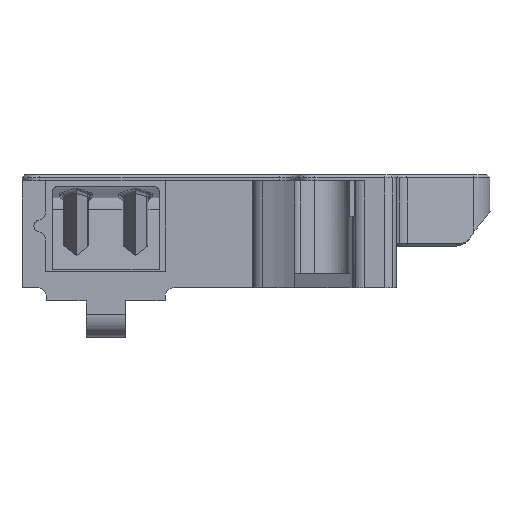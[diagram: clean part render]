
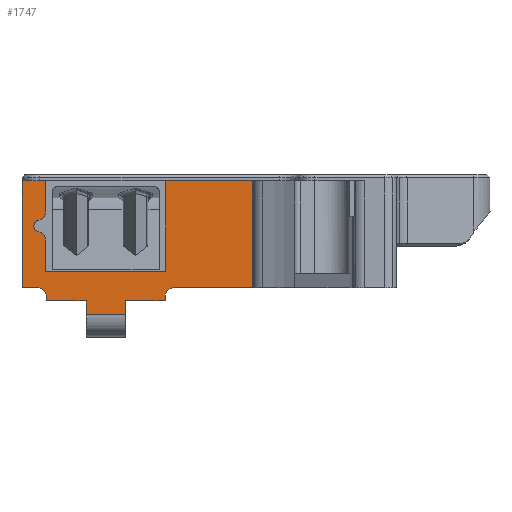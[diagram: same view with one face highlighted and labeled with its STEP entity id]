
A CAD part, front view. The second image highlights one B-rep face of the part: STEP entity #1747.
In plain terms, the highlighted planar face has unit normal (0, -1, 0).
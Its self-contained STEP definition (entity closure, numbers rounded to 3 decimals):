
#1459=CARTESIAN_POINT('',(544.481,117.362,58.193));
#1460=VERTEX_POINT('',#1459);
#1468=CARTESIAN_POINT('',(545.022,117.362,59.886));
#1469=VERTEX_POINT('',#1468);
#1476=CARTESIAN_POINT('',(545.189,117.362,58.9));
#1477=DIRECTION('',(0.,1.,-0.));
#1478=DIRECTION('',(0.,0.,1.));
#1479=AXIS2_PLACEMENT_3D('',#1476,#1477,#1478);
#1480=CIRCLE('',#1479,1.);
#1481=EDGE_CURVE('',#1460,#1469,#1480,.T.);
#1491=CARTESIAN_POINT('',(545.022,117.362,57.914));
#1492=VERTEX_POINT('',#1491);
#1499=CARTESIAN_POINT('',(546.189,117.362,56.534));
#1500=VERTEX_POINT('',#1499);
#1501=CARTESIAN_POINT('',(544.789,117.362,56.534));
#1502=DIRECTION('',(0.,-1.,0.));
#1503=DIRECTION('',(0.,-0.,-1.));
#1504=AXIS2_PLACEMENT_3D('',#1501,#1502,#1503);
#1505=CIRCLE('',#1504,1.4);
#1506=EDGE_CURVE('',#1500,#1492,#1505,.T.);
#1523=CARTESIAN_POINT('',(546.189,117.362,51.3));
#1524=VERTEX_POINT('',#1523);
#1525=CARTESIAN_POINT('',(546.189,117.362,56.534));
#1526=DIRECTION('',(-0.,-0.,-1.));
#1527=VECTOR('',#1526,5.234);
#1528=LINE('',#1525,#1527);
#1529=EDGE_CURVE('',#1500,#1524,#1528,.T.);
#1547=CARTESIAN_POINT('',(566.389,117.362,51.3));
#1548=VERTEX_POINT('',#1547);
#1557=CARTESIAN_POINT('',(546.189,117.362,51.3));
#1558=DIRECTION('',(1.,-0.,-0.));
#1559=VECTOR('',#1558,20.2);
#1560=LINE('',#1557,#1559);
#1561=EDGE_CURVE('',#1524,#1548,#1560,.T.);
#1566=CARTESIAN_POINT('',(542.189,117.362,66.5));
#1567=DIRECTION('',(0.,-1.,0.));
#1568=DIRECTION('',(0.,-0.,-1.));
#1569=AXIS2_PLACEMENT_3D('',#1566,#1567,#1568);
#1570=PLANE('',#1569);
#1571=CARTESIAN_POINT('',(559.589,117.362,46.3));
#1572=VERTEX_POINT('',#1571);
#1573=CARTESIAN_POINT('',(559.589,117.362,43.95));
#1574=VERTEX_POINT('',#1573);
#1575=CARTESIAN_POINT('',(559.589,117.362,46.3));
#1576=DIRECTION('',(-0.,-0.,-1.));
#1577=VECTOR('',#1576,2.35);
#1578=LINE('',#1575,#1577);
#1579=EDGE_CURVE('',#1572,#1574,#1578,.T.);
#1580=ORIENTED_EDGE('',*,*,#1579,.F.);
#1581=CARTESIAN_POINT('',(566.289,117.362,46.3));
#1582=VERTEX_POINT('',#1581);
#1583=CARTESIAN_POINT('',(566.289,117.362,46.3));
#1584=DIRECTION('',(-1.,-0.,0.));
#1585=VECTOR('',#1584,6.7);
#1586=LINE('',#1583,#1585);
#1587=EDGE_CURVE('',#1582,#1572,#1586,.T.);
#1588=ORIENTED_EDGE('',*,*,#1587,.F.);
#1589=CARTESIAN_POINT('',(566.289,117.362,47.));
#1590=VERTEX_POINT('',#1589);
#1591=CARTESIAN_POINT('',(566.289,117.362,46.3));
#1592=DIRECTION('',(-0.,0.,1.));
#1593=VECTOR('',#1592,0.7);
#1594=LINE('',#1591,#1593);
#1595=EDGE_CURVE('',#1582,#1590,#1594,.T.);
#1596=ORIENTED_EDGE('',*,*,#1595,.T.);
#1597=CARTESIAN_POINT('',(566.728,117.362,48.061));
#1598=VERTEX_POINT('',#1597);
#1599=CARTESIAN_POINT('',(567.789,117.362,47.));
#1600=DIRECTION('',(0.,1.,-0.));
#1601=DIRECTION('',(0.,0.,1.));
#1602=AXIS2_PLACEMENT_3D('',#1599,#1600,#1601);
#1603=CIRCLE('',#1602,1.5);
#1604=EDGE_CURVE('',#1590,#1598,#1603,.T.);
#1605=ORIENTED_EDGE('',*,*,#1604,.T.);
#1606=CARTESIAN_POINT('',(567.789,117.362,48.5));
#1607=VERTEX_POINT('',#1606);
#1608=CARTESIAN_POINT('',(567.789,117.362,47.));
#1609=DIRECTION('',(0.,1.,-0.));
#1610=DIRECTION('',(0.,0.,1.));
#1611=AXIS2_PLACEMENT_3D('',#1608,#1609,#1610);
#1612=CIRCLE('',#1611,1.5);
#1613=EDGE_CURVE('',#1598,#1607,#1612,.T.);
#1614=ORIENTED_EDGE('',*,*,#1613,.T.);
#1615=CARTESIAN_POINT('',(580.982,117.362,48.5));
#1616=VERTEX_POINT('',#1615);
#1617=CARTESIAN_POINT('',(580.982,117.362,48.5));
#1618=DIRECTION('',(-1.,-0.,0.));
#1619=VECTOR('',#1618,13.194);
#1620=LINE('',#1617,#1619);
#1621=EDGE_CURVE('',#1616,#1607,#1620,.T.);
#1622=ORIENTED_EDGE('',*,*,#1621,.F.);
#1623=CARTESIAN_POINT('',(580.982,117.362,66.5));
#1624=VERTEX_POINT('',#1623);
#1625=CARTESIAN_POINT('',(580.982,117.362,66.5));
#1626=DIRECTION('',(0.,-0.,-1.));
#1627=VECTOR('',#1626,18.);
#1628=LINE('',#1625,#1627);
#1629=EDGE_CURVE('',#1624,#1616,#1628,.T.);
#1630=ORIENTED_EDGE('',*,*,#1629,.F.);
#1631=CARTESIAN_POINT('',(566.389,117.362,66.5));
#1632=VERTEX_POINT('',#1631);
#1633=CARTESIAN_POINT('',(566.389,117.362,66.5));
#1634=DIRECTION('',(1.,0.,-0.));
#1635=VECTOR('',#1634,14.594);
#1636=LINE('',#1633,#1635);
#1637=EDGE_CURVE('',#1632,#1624,#1636,.T.);
#1638=ORIENTED_EDGE('',*,*,#1637,.F.);
#1639=CARTESIAN_POINT('',(566.389,117.362,51.3));
#1640=DIRECTION('',(-0.,0.,1.));
#1641=VECTOR('',#1640,15.2);
#1642=LINE('',#1639,#1641);
#1643=EDGE_CURVE('',#1548,#1632,#1642,.T.);
#1644=ORIENTED_EDGE('',*,*,#1643,.F.);
#1645=ORIENTED_EDGE('',*,*,#1561,.F.);
#1646=ORIENTED_EDGE('',*,*,#1529,.F.);
#1647=ORIENTED_EDGE('',*,*,#1506,.T.);
#1648=CARTESIAN_POINT('',(545.189,117.362,58.9));
#1649=DIRECTION('',(0.,1.,-0.));
#1650=DIRECTION('',(0.,0.,1.));
#1651=AXIS2_PLACEMENT_3D('',#1648,#1649,#1650);
#1652=CIRCLE('',#1651,1.);
#1653=EDGE_CURVE('',#1492,#1460,#1652,.T.);
#1654=ORIENTED_EDGE('',*,*,#1653,.T.);
#1655=ORIENTED_EDGE('',*,*,#1481,.T.);
#1656=CARTESIAN_POINT('',(546.189,117.362,61.266));
#1657=VERTEX_POINT('',#1656);
#1658=CARTESIAN_POINT('',(544.789,117.362,61.266));
#1659=DIRECTION('',(-0.,-1.,0.));
#1660=DIRECTION('',(0.,0.,1.));
#1661=AXIS2_PLACEMENT_3D('',#1658,#1659,#1660);
#1662=CIRCLE('',#1661,1.4);
#1663=EDGE_CURVE('',#1469,#1657,#1662,.T.);
#1664=ORIENTED_EDGE('',*,*,#1663,.T.);
#1665=CARTESIAN_POINT('',(546.189,117.362,66.5));
#1666=VERTEX_POINT('',#1665);
#1667=CARTESIAN_POINT('',(546.189,117.362,66.5));
#1668=DIRECTION('',(-0.,-0.,-1.));
#1669=VECTOR('',#1668,5.234);
#1670=LINE('',#1667,#1669);
#1671=EDGE_CURVE('',#1666,#1657,#1670,.T.);
#1672=ORIENTED_EDGE('',*,*,#1671,.F.);
#1673=CARTESIAN_POINT('',(542.189,117.362,66.5));
#1674=VERTEX_POINT('',#1673);
#1675=CARTESIAN_POINT('',(546.189,117.362,66.5));
#1676=DIRECTION('',(-1.,-0.,0.));
#1677=VECTOR('',#1676,4.);
#1678=LINE('',#1675,#1677);
#1679=EDGE_CURVE('',#1666,#1674,#1678,.T.);
#1680=ORIENTED_EDGE('',*,*,#1679,.T.);
#1681=CARTESIAN_POINT('',(542.189,117.362,48.5));
#1682=VERTEX_POINT('',#1681);
#1683=CARTESIAN_POINT('',(542.189,117.362,48.5));
#1684=DIRECTION('',(-0.,0.,1.));
#1685=VECTOR('',#1684,18.);
#1686=LINE('',#1683,#1685);
#1687=EDGE_CURVE('',#1682,#1674,#1686,.T.);
#1688=ORIENTED_EDGE('',*,*,#1687,.F.);
#1689=CARTESIAN_POINT('',(544.789,117.362,48.5));
#1690=VERTEX_POINT('',#1689);
#1691=CARTESIAN_POINT('',(544.789,117.362,48.5));
#1692=DIRECTION('',(-1.,-0.,0.));
#1693=VECTOR('',#1692,2.6);
#1694=LINE('',#1691,#1693);
#1695=EDGE_CURVE('',#1690,#1682,#1694,.T.);
#1696=ORIENTED_EDGE('',*,*,#1695,.F.);
#1697=CARTESIAN_POINT('',(545.849,117.362,48.061));
#1698=VERTEX_POINT('',#1697);
#1699=CARTESIAN_POINT('',(544.789,117.362,47.));
#1700=DIRECTION('',(-0.,1.,-0.));
#1701=DIRECTION('',(0.,-0.,-1.));
#1702=AXIS2_PLACEMENT_3D('',#1699,#1700,#1701);
#1703=CIRCLE('',#1702,1.5);
#1704=EDGE_CURVE('',#1690,#1698,#1703,.T.);
#1705=ORIENTED_EDGE('',*,*,#1704,.T.);
#1706=CARTESIAN_POINT('',(546.289,117.362,47.));
#1707=VERTEX_POINT('',#1706);
#1708=CARTESIAN_POINT('',(544.789,117.362,47.));
#1709=DIRECTION('',(-0.,1.,-0.));
#1710=DIRECTION('',(0.,-0.,-1.));
#1711=AXIS2_PLACEMENT_3D('',#1708,#1709,#1710);
#1712=CIRCLE('',#1711,1.5);
#1713=EDGE_CURVE('',#1698,#1707,#1712,.T.);
#1714=ORIENTED_EDGE('',*,*,#1713,.T.);
#1715=CARTESIAN_POINT('',(546.289,117.362,46.3));
#1716=VERTEX_POINT('',#1715);
#1717=CARTESIAN_POINT('',(546.289,117.362,47.));
#1718=DIRECTION('',(0.,-0.,-1.));
#1719=VECTOR('',#1718,0.7);
#1720=LINE('',#1717,#1719);
#1721=EDGE_CURVE('',#1707,#1716,#1720,.T.);
#1722=ORIENTED_EDGE('',*,*,#1721,.T.);
#1723=CARTESIAN_POINT('',(552.989,117.362,46.3));
#1724=VERTEX_POINT('',#1723);
#1725=CARTESIAN_POINT('',(552.989,117.362,46.3));
#1726=DIRECTION('',(-1.,-0.,0.));
#1727=VECTOR('',#1726,6.7);
#1728=LINE('',#1725,#1727);
#1729=EDGE_CURVE('',#1724,#1716,#1728,.T.);
#1730=ORIENTED_EDGE('',*,*,#1729,.F.);
#1731=CARTESIAN_POINT('',(552.989,117.362,43.95));
#1732=VERTEX_POINT('',#1731);
#1733=CARTESIAN_POINT('',(552.989,117.362,43.95));
#1734=DIRECTION('',(0.,0.,1.));
#1735=VECTOR('',#1734,2.35);
#1736=LINE('',#1733,#1735);
#1737=EDGE_CURVE('',#1732,#1724,#1736,.T.);
#1738=ORIENTED_EDGE('',*,*,#1737,.F.);
#1739=CARTESIAN_POINT('',(559.589,117.362,43.95));
#1740=DIRECTION('',(-1.,-0.,0.));
#1741=VECTOR('',#1740,6.6);
#1742=LINE('',#1739,#1741);
#1743=EDGE_CURVE('',#1574,#1732,#1742,.T.);
#1744=ORIENTED_EDGE('',*,*,#1743,.F.);
#1745=EDGE_LOOP('',(#1580,#1588,#1596,#1605,#1614,#1622,#1630,#1638,#1644,#1645,#1646,#1647,#1654,#1655,#1664,#1672,#1680,#1688,#1696,#1705,#1714,#1722,#1730,#1738,#1744));
#1746=FACE_BOUND('',#1745,.T.);
#1747=ADVANCED_FACE('',(#1746),#1570,.T.);
